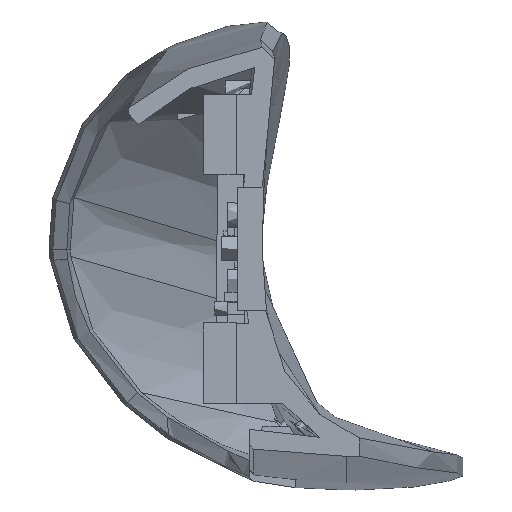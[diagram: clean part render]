
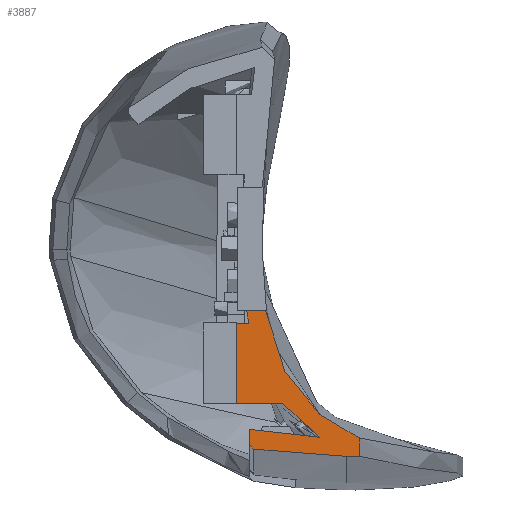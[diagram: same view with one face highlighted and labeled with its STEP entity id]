
A CAD part, top view. The second image highlights one B-rep face of the part: STEP entity #3887.
In plain terms, the highlighted planar face has unit normal (0, 0, 1).
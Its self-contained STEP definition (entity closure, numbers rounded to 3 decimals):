
#24=ELLIPSE('',#4147,94.647,35.528);
#305=B_SPLINE_CURVE_WITH_KNOTS('',3,(#6220,#6221,#6222,#6223,#6224,#6225),
 .UNSPECIFIED.,.F.,.F.,(4,2,4),(0.,0.362,0.746),
 .UNSPECIFIED.);
#349=B_SPLINE_CURVE_WITH_KNOTS('',3,(#8447,#8448,#8449,#8450),
 .UNSPECIFIED.,.F.,.F.,(4,4),(0.162,4.343),
 .UNSPECIFIED.);
#373=B_SPLINE_CURVE_WITH_KNOTS('',3,(#9923,#9924,#9925,#9926,#9927,#9928),
 .UNSPECIFIED.,.F.,.F.,(4,2,4),(-0.217,-0.108,0.),
 .UNSPECIFIED.);
#425=B_SPLINE_CURVE_WITH_KNOTS('',3,(#10849,#10850,#10851,#10852,#10853,
#10854,#10855,#10856),.UNSPECIFIED.,.F.,.F.,(4,2,2,4),(-2.857,
-2.059,-1.284,0.),.UNSPECIFIED.);
#426=B_SPLINE_CURVE_WITH_KNOTS('',3,(#10861,#10862,#10863,#10864,#10865,
#10866),.UNSPECIFIED.,.F.,.F.,(4,2,4),(0.,0.401,
0.817),.UNSPECIFIED.);
#427=B_SPLINE_CURVE_WITH_KNOTS('',5,(#10867,#10868,#10869,#10870,#10871,
#10872,#10873,#10874,#10875,#10876,#10877,#10878,#10879,#10880,#10881,#10882,
#10883,#10884,#10885,#10886,#10887),.UNSPECIFIED.,.F.,.F.,(6,3,3,3,3,3,
6),(54.531,55.861,57.962,62.46,64.918,
67.376,69.101),.UNSPECIFIED.);
#428=B_SPLINE_CURVE_WITH_KNOTS('',5,(#10888,#10889,#10890,#10891,#10892,
#10893,#10894,#10895,#10896,#10897,#10898,#10899,#10900,#10901,#10902),
 .UNSPECIFIED.,.F.,.F.,(6,3,3,3,6),(63.802,65.383,70.183,
81.384,84.174),.UNSPECIFIED.);
#655=FACE_OUTER_BOUND('',#937,.T.);
#937=EDGE_LOOP('',(#3305,#3306,#3307,#3308,#3309,#3310,#3311,#3312,#3313,
#3314,#3315,#3316,#3317,#3318));
#1199=LINE('',#8681,#1471);
#1207=LINE('',#8726,#1479);
#1217=LINE('',#9087,#1489);
#1227=LINE('',#10511,#1499);
#1237=LINE('',#10821,#1509);
#1239=LINE('',#10859,#1511);
#1471=VECTOR('',#4724,7.528);
#1479=VECTOR('',#4746,13.);
#1489=VECTOR('',#4758,1.003);
#1499=VECTOR('',#4800,2.503);
#1509=VECTOR('',#4846,3.07);
#1511=VECTOR('',#4862,2.05);
#1670=VERTEX_POINT('',#6211);
#1672=VERTEX_POINT('',#6219);
#1785=VERTEX_POINT('',#8446);
#1794=VERTEX_POINT('',#8662);
#1799=VERTEX_POINT('',#8671);
#1805=VERTEX_POINT('',#8725);
#1820=VERTEX_POINT('',#9079);
#1821=VERTEX_POINT('',#9086);
#1822=VERTEX_POINT('',#9922);
#1850=VERTEX_POINT('',#10504);
#1865=VERTEX_POINT('',#10812);
#1869=VERTEX_POINT('',#10819);
#1872=VERTEX_POINT('',#10857);
#1873=VERTEX_POINT('',#10860);
#2079=EDGE_CURVE('',#1670,#1672,#305,.T.);
#2254=EDGE_CURVE('',#1672,#1785,#349,.T.);
#2271=EDGE_CURVE('',#1799,#1794,#1199,.T.);
#2283=EDGE_CURVE('',#1805,#1794,#1207,.T.);
#2303=EDGE_CURVE('',#1821,#1820,#1217,.T.);
#2305=EDGE_CURVE('',#1822,#1785,#373,.T.);
#2357=EDGE_CURVE('',#1850,#1821,#1227,.T.);
#2382=EDGE_CURVE('',#1869,#1865,#1237,.T.);
#2387=EDGE_CURVE('',#1670,#1865,#425,.T.);
#2388=EDGE_CURVE('',#1872,#1869,#24,.T.);
#2389=EDGE_CURVE('',#1805,#1872,#1239,.T.);
#2390=EDGE_CURVE('',#1799,#1873,#426,.T.);
#2391=EDGE_CURVE('',#1850,#1873,#427,.T.);
#2392=EDGE_CURVE('',#1820,#1822,#428,.T.);
#3305=ORIENTED_EDGE('',*,*,#2079,.F.);
#3306=ORIENTED_EDGE('',*,*,#2387,.T.);
#3307=ORIENTED_EDGE('',*,*,#2382,.F.);
#3308=ORIENTED_EDGE('',*,*,#2388,.F.);
#3309=ORIENTED_EDGE('',*,*,#2389,.F.);
#3310=ORIENTED_EDGE('',*,*,#2283,.T.);
#3311=ORIENTED_EDGE('',*,*,#2271,.F.);
#3312=ORIENTED_EDGE('',*,*,#2390,.T.);
#3313=ORIENTED_EDGE('',*,*,#2391,.F.);
#3314=ORIENTED_EDGE('',*,*,#2357,.T.);
#3315=ORIENTED_EDGE('',*,*,#2303,.T.);
#3316=ORIENTED_EDGE('',*,*,#2392,.T.);
#3317=ORIENTED_EDGE('',*,*,#2305,.T.);
#3318=ORIENTED_EDGE('',*,*,#2254,.F.);
#3696=PLANE('',#4146);
#3887=ADVANCED_FACE('',(#655),#3696,.T.);
#4146=AXIS2_PLACEMENT_3D('',#10848,#4858,#4859);
#4147=AXIS2_PLACEMENT_3D('',#10858,#4860,#4861);
#4724=DIRECTION('',(-1.,0.,0.));
#4746=DIRECTION('',(0.,-1.,0.));
#4758=DIRECTION('',(0.705,-0.709,0.));
#4800=DIRECTION('',(0.,-1.,0.));
#4846=DIRECTION('',(1.,0.,0.));
#4858=DIRECTION('center_axis',(0.,0.,1.));
#4859=DIRECTION('ref_axis',(0.,1.,0.));
#4860=DIRECTION('center_axis',(0.,0.,-1.));
#4861=DIRECTION('ref_axis',(0.424,0.905,0.));
#4862=DIRECTION('',(1.,0.,0.));
#6211=CARTESIAN_POINT('',(-4.184,-26.774,-145.1));
#6219=CARTESIAN_POINT('',(2.192,-30.601,-145.1));
#6220=CARTESIAN_POINT('Ctrl Pts',(-4.184,-26.774,-145.1));
#6221=CARTESIAN_POINT('Ctrl Pts',(-3.243,-27.527,-145.1));
#6222=CARTESIAN_POINT('Ctrl Pts',(-2.249,-28.21,-145.1));
#6223=CARTESIAN_POINT('Ctrl Pts',(-0.118,-29.489,
-145.1));
#6224=CARTESIAN_POINT('Ctrl Pts',(1.024,-30.077,-145.1));
#6225=CARTESIAN_POINT('Ctrl Pts',(2.192,-30.601,-145.1));
#8446=CARTESIAN_POINT('',(2.292,-33.556,-145.1));
#8447=CARTESIAN_POINT('Ctrl Pts',(2.192,-30.601,-145.1));
#8448=CARTESIAN_POINT('Ctrl Pts',(2.225,-31.586,-145.1));
#8449=CARTESIAN_POINT('Ctrl Pts',(2.259,-32.571,-145.1));
#8450=CARTESIAN_POINT('Ctrl Pts',(2.292,-33.555,-145.1));
#8662=CARTESIAN_POINT('',(-17.716,-25.,-145.1));
#8671=CARTESIAN_POINT('',(-10.188,-25.,-145.1));
#8681=CARTESIAN_POINT('',(-13.952,-25.,-145.1));
#8725=CARTESIAN_POINT('',(-17.716,-12.,-145.1));
#8726=CARTESIAN_POINT('',(-17.716,0.,-145.1));
#9079=CARTESIAN_POINT('',(-14.838,-32.422,-145.1));
#9086=CARTESIAN_POINT('',(-15.545,-31.711,-145.1));
#9087=CARTESIAN_POINT('',(-15.545,-31.711,-145.1));
#9922=CARTESIAN_POINT('',(0.124,-33.588,-145.1));
#9923=CARTESIAN_POINT('Ctrl Pts',(0.124,-33.588,-145.1));
#9924=CARTESIAN_POINT('Ctrl Pts',(0.486,-33.588,-145.1));
#9925=CARTESIAN_POINT('Ctrl Pts',(0.847,-33.585,-145.1));
#9926=CARTESIAN_POINT('Ctrl Pts',(1.57,-33.574,-145.1));
#9927=CARTESIAN_POINT('Ctrl Pts',(1.931,-33.566,-145.1));
#9928=CARTESIAN_POINT('Ctrl Pts',(2.292,-33.556,-145.1));
#10504=CARTESIAN_POINT('',(-15.545,-29.207,-145.1));
#10511=CARTESIAN_POINT('',(-15.545,-30.459,-145.1));
#10812=CARTESIAN_POINT('',(-12.947,-10.,-145.1));
#10819=CARTESIAN_POINT('',(-16.017,-10.,-145.1));
#10821=CARTESIAN_POINT('',(-14.482,-10.,-145.1));
#10848=CARTESIAN_POINT('Origin',(-20.616,0.,-145.1));
#10849=CARTESIAN_POINT('Ctrl Pts',(-4.184,-26.774,
-145.1));
#10850=CARTESIAN_POINT('Ctrl Pts',(-5.415,-25.772,
-145.1));
#10851=CARTESIAN_POINT('Ctrl Pts',(-6.522,-24.654,
-145.1));
#10852=CARTESIAN_POINT('Ctrl Pts',(-8.463,-22.2,
-145.1));
#10853=CARTESIAN_POINT('Ctrl Pts',(-9.277,-20.904,
-145.1));
#10854=CARTESIAN_POINT('Ctrl Pts',(-11.126,-17.248,-145.1));
#10855=CARTESIAN_POINT('Ctrl Pts',(-12.23,-14.221,
-145.1));
#10856=CARTESIAN_POINT('Ctrl Pts',(-12.947,-10.,
-145.1));
#10857=CARTESIAN_POINT('',(-15.666,-12.,-145.1));
#10858=CARTESIAN_POINT('Origin',(34.742,57.445,-145.1));
#10859=CARTESIAN_POINT('',(-16.691,-12.,-145.1));
#10860=CARTESIAN_POINT('',(-4.203,-30.492,-145.1));
#10861=CARTESIAN_POINT('Ctrl Pts',(-10.188,-25.,
-145.1));
#10862=CARTESIAN_POINT('Ctrl Pts',(-9.357,-26.047,
-145.1));
#10863=CARTESIAN_POINT('Ctrl Pts',(-8.447,-27.02,
-145.1));
#10864=CARTESIAN_POINT('Ctrl Pts',(-6.442,-28.862,
-145.1));
#10865=CARTESIAN_POINT('Ctrl Pts',(-5.351,-29.715,
-145.1));
#10866=CARTESIAN_POINT('Ctrl Pts',(-4.203,-30.492,
-145.1));
#10867=CARTESIAN_POINT('Ctrl Pts',(-15.545,-29.207,-145.1));
#10868=CARTESIAN_POINT('Ctrl Pts',(-15.339,-29.251,-145.1));
#10869=CARTESIAN_POINT('Ctrl Pts',(-15.134,-29.293,-145.1));
#10870=CARTESIAN_POINT('Ctrl Pts',(-14.928,-29.334,-145.1));
#10871=CARTESIAN_POINT('Ctrl Pts',(-14.397,-29.437,-145.1));
#10872=CARTESIAN_POINT('Ctrl Pts',(-13.864,-29.533,-145.1));
#10873=CARTESIAN_POINT('Ctrl Pts',(-13.538,-29.589,-145.1));
#10874=CARTESIAN_POINT('Ctrl Pts',(-12.513,-29.758,-145.1));
#10875=CARTESIAN_POINT('Ctrl Pts',(-11.486,-29.903,-145.1));
#10876=CARTESIAN_POINT('Ctrl Pts',(-10.788,-29.992,-145.1));
#10877=CARTESIAN_POINT('Ctrl Pts',(-9.706,-30.114,-145.1));
#10878=CARTESIAN_POINT('Ctrl Pts',(-8.623,-30.215,-145.1));
#10879=CARTESIAN_POINT('Ctrl Pts',(-8.24,-30.248,-145.1));
#10880=CARTESIAN_POINT('Ctrl Pts',(-7.474,-30.31,-145.1));
#10881=CARTESIAN_POINT('Ctrl Pts',(-6.706,-30.363,-145.1));
#10882=CARTESIAN_POINT('Ctrl Pts',(-6.322,-30.388,-145.1));
#10883=CARTESIAN_POINT('Ctrl Pts',(-5.668,-30.425,-145.1));
#10884=CARTESIAN_POINT('Ctrl Pts',(-5.013,-30.458,-145.1));
#10885=CARTESIAN_POINT('Ctrl Pts',(-4.743,-30.47,-145.1));
#10886=CARTESIAN_POINT('Ctrl Pts',(-4.473,-30.481,-145.1));
#10887=CARTESIAN_POINT('Ctrl Pts',(-4.203,-30.492,-145.1));
#10888=CARTESIAN_POINT('Ctrl Pts',(-14.838,-32.422,
-145.1));
#10889=CARTESIAN_POINT('Ctrl Pts',(-14.605,-32.465,
-145.1));
#10890=CARTESIAN_POINT('Ctrl Pts',(-14.372,-32.507,
-145.1));
#10891=CARTESIAN_POINT('Ctrl Pts',(-14.139,-32.547,
-145.1));
#10892=CARTESIAN_POINT('Ctrl Pts',(-13.2,-32.704,-145.1));
#10893=CARTESIAN_POINT('Ctrl Pts',(-12.262,-32.842,-145.1));
#10894=CARTESIAN_POINT('Ctrl Pts',(-11.557,-32.935,-145.1));
#10895=CARTESIAN_POINT('Ctrl Pts',(-9.209,-33.215,-145.1));
#10896=CARTESIAN_POINT('Ctrl Pts',(-6.863,-33.396,-145.1));
#10897=CARTESIAN_POINT('Ctrl Pts',(-5.218,-33.485,-145.1));
#10898=CARTESIAN_POINT('Ctrl Pts',(-3.163,-33.556,
-145.1));
#10899=CARTESIAN_POINT('Ctrl Pts',(-1.106,-33.583,
-145.1));
#10900=CARTESIAN_POINT('Ctrl Pts',(-0.696,-33.586,
-145.1));
#10901=CARTESIAN_POINT('Ctrl Pts',(-0.286,-33.588,
-145.1));
#10902=CARTESIAN_POINT('Ctrl Pts',(0.124,-33.588,
-145.1));
